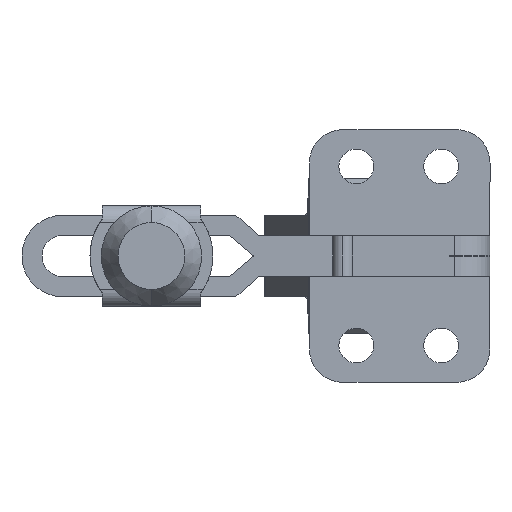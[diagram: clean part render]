
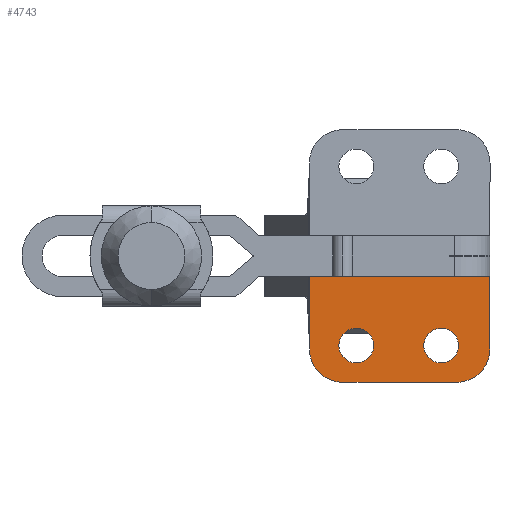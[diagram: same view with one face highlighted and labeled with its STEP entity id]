
A CAD part, front view. The second image highlights one B-rep face of the part: STEP entity #4743.
In plain terms, the highlighted planar face has unit normal (0, -1, 0).
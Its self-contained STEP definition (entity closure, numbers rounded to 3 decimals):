
#105 = CIRCLE ( 'NONE', #955, 2.6 ) ;
#174 = VERTEX_POINT ( 'NONE', #5360 ) ;
#241 = CARTESIAN_POINT ( 'NONE',  ( 0.01, 0., -6. ) ) ;
#278 = VERTEX_POINT ( 'NONE', #8945 ) ;
#783 = VECTOR ( 'NONE', #10357, 1000. ) ;
#904 = CARTESIAN_POINT ( 'NONE',  ( -7.29, 0., -16.4 ) ) ;
#923 = AXIS2_PLACEMENT_3D ( 'NONE', #904, #6886, #1764 ) ;
#955 = AXIS2_PLACEMENT_3D ( 'NONE', #7151, #2019, #7988 ) ;
#1001 = AXIS2_PLACEMENT_3D ( 'NONE', #4357, #10373, #5256 ) ;
#1112 = ORIENTED_EDGE ( 'NONE', *, *, #3198, .T. ) ;
#1300 = EDGE_LOOP ( 'NONE', ( #4278, #10211, #8607, #8193, #4197, #7699 ) ) ;
#1513 = CARTESIAN_POINT ( 'NONE',  ( 0.01, 0., -9. ) ) ;
#1516 = LINE ( 'NONE', #241, #10317 ) ;
#1764 = DIRECTION ( 'NONE',  ( -1., 0., 0. ) ) ;
#1847 = DIRECTION ( 'NONE',  ( 0., 0., 1. ) ) ;
#1860 = DIRECTION ( 'NONE',  ( 0., 1., 0. ) ) ;
#2019 = DIRECTION ( 'NONE',  ( 0., 1., 0. ) ) ;
#2037 = AXIS2_PLACEMENT_3D ( 'NONE', #6981, #1860, #7818 ) ;
#2097 = AXIS2_PLACEMENT_3D ( 'NONE', #7248, #2118, #8096 ) ;
#2118 = DIRECTION ( 'NONE',  ( 0., 1., 0. ) ) ;
#2356 = DIRECTION ( 'NONE',  ( -1., 0., 0. ) ) ;
#2565 = CARTESIAN_POINT ( 'NONE',  ( -26.99, 0., -16.9 ) ) ;
#2701 = VERTEX_POINT ( 'NONE', #2565 ) ;
#2766 = FACE_BOUND ( 'NONE', #11012, .T. ) ;
#2779 = LINE ( 'NONE', #3536, #783 ) ;
#2789 = CIRCLE ( 'NONE', #10109, 5. ) ;
#2953 = ORIENTED_EDGE ( 'NONE', *, *, #5351, .T. ) ;
#3069 = CARTESIAN_POINT ( 'NONE',  ( 0.01, 0., -6. ) ) ;
#3198 = EDGE_CURVE ( 'NONE', #278, #6994, #10929, .T. ) ;
#3330 = EDGE_CURVE ( 'NONE', #8786, #2701, #2789, .T. ) ;
#3536 = CARTESIAN_POINT ( 'NONE',  ( 0.01, 0., -9. ) ) ;
#3612 = EDGE_CURVE ( 'NONE', #7612, #5005, #10267, .T. ) ;
#3680 = LINE ( 'NONE', #9269, #3954 ) ;
#3705 = LINE ( 'NONE', #8636, #7749 ) ;
#3954 = VECTOR ( 'NONE', #4089, 1000. ) ;
#4042 = EDGE_CURVE ( 'NONE', #5005, #8786, #3680, .T. ) ;
#4089 = DIRECTION ( 'NONE',  ( -1., 0., 0. ) ) ;
#4197 = ORIENTED_EDGE ( 'NONE', *, *, #3612, .F. ) ;
#4237 = CARTESIAN_POINT ( 'NONE',  ( 0.01, 0., -16.9 ) ) ;
#4278 = ORIENTED_EDGE ( 'NONE', *, *, #6619, .F. ) ;
#4329 = EDGE_CURVE ( 'NONE', #7612, #10699, #2779, .T. ) ;
#4357 = CARTESIAN_POINT ( 'NONE',  ( -19.99, 0., -16.4 ) ) ;
#4610 = CARTESIAN_POINT ( 'NONE',  ( -4.99, 0., -21.9 ) ) ;
#4743 = ADVANCED_FACE ( 'NONE', ( #2766, #9347, #5047 ), #9178, .F. ) ;
#4923 = CARTESIAN_POINT ( 'NONE',  ( -21.99, 0., -16.9 ) ) ;
#5005 = VERTEX_POINT ( 'NONE', #4610 ) ;
#5047 = FACE_OUTER_BOUND ( 'NONE', #1300, .T. ) ;
#5256 = DIRECTION ( 'NONE',  ( -1., 0., 0. ) ) ;
#5351 = EDGE_CURVE ( 'NONE', #9957, #174, #11017, .T. ) ;
#5360 = CARTESIAN_POINT ( 'NONE',  ( -4.69, 0., -16.4 ) ) ;
#5416 = CARTESIAN_POINT ( 'NONE',  ( -21.99, 0., -21.9 ) ) ;
#5787 = DIRECTION ( 'NONE',  ( -1., 0., 0. ) ) ;
#6232 = DIRECTION ( 'NONE',  ( 1., 0., 0. ) ) ;
#6457 = CARTESIAN_POINT ( 'NONE',  ( -26.99, 0., -6. ) ) ;
#6619 = EDGE_CURVE ( 'NONE', #9441, #10699, #1516, .T. ) ;
#6886 = DIRECTION ( 'NONE',  ( 0., 1., 0. ) ) ;
#6934 = CIRCLE ( 'NONE', #1001, 2.6 ) ;
#6981 = CARTESIAN_POINT ( 'NONE',  ( -4.99, 0., -16.9 ) ) ;
#6994 = VERTEX_POINT ( 'NONE', #8433 ) ;
#7140 = EDGE_LOOP ( 'NONE', ( #8829, #1112 ) ) ;
#7151 = CARTESIAN_POINT ( 'NONE',  ( -7.29, 0., -16.4 ) ) ;
#7248 = CARTESIAN_POINT ( 'NONE',  ( -19.99, 0., -16.4 ) ) ;
#7490 = DIRECTION ( 'NONE',  ( 0., 1., 0. ) ) ;
#7503 = AXIS2_PLACEMENT_3D ( 'NONE', #1513, #7490, #2356 ) ;
#7612 = VERTEX_POINT ( 'NONE', #4237 ) ;
#7691 = EDGE_CURVE ( 'NONE', #2701, #9441, #3705, .T. ) ;
#7699 = ORIENTED_EDGE ( 'NONE', *, *, #4329, .T. ) ;
#7749 = VECTOR ( 'NONE', #1847, 1000. ) ;
#7818 = DIRECTION ( 'NONE',  ( -1., 0., 0. ) ) ;
#7988 = DIRECTION ( 'NONE',  ( -1., 0., 0. ) ) ;
#8096 = DIRECTION ( 'NONE',  ( -1., 0., 0. ) ) ;
#8193 = ORIENTED_EDGE ( 'NONE', *, *, #4042, .F. ) ;
#8311 = CARTESIAN_POINT ( 'NONE',  ( -9.89, 0., -16.4 ) ) ;
#8433 = CARTESIAN_POINT ( 'NONE',  ( -17.39, 0., -16.4 ) ) ;
#8607 = ORIENTED_EDGE ( 'NONE', *, *, #3330, .F. ) ;
#8636 = CARTESIAN_POINT ( 'NONE',  ( -26.99, 0., -9. ) ) ;
#8786 = VERTEX_POINT ( 'NONE', #5416 ) ;
#8829 = ORIENTED_EDGE ( 'NONE', *, *, #9171, .T. ) ;
#8945 = CARTESIAN_POINT ( 'NONE',  ( -22.59, 0., -16.4 ) ) ;
#9171 = EDGE_CURVE ( 'NONE', #6994, #278, #6934, .T. ) ;
#9178 = PLANE ( 'NONE',  #7503 ) ;
#9269 = CARTESIAN_POINT ( 'NONE',  ( -4.99, 0., -21.9 ) ) ;
#9347 = FACE_BOUND ( 'NONE', #7140, .T. ) ;
#9441 = VERTEX_POINT ( 'NONE', #6457 ) ;
#9957 = VERTEX_POINT ( 'NONE', #8311 ) ;
#10109 = AXIS2_PLACEMENT_3D ( 'NONE', #4923, #10885, #5787 ) ;
#10211 = ORIENTED_EDGE ( 'NONE', *, *, #7691, .F. ) ;
#10267 = CIRCLE ( 'NONE', #2037, 5. ) ;
#10317 = VECTOR ( 'NONE', #6232, 1000. ) ;
#10357 = DIRECTION ( 'NONE',  ( 0., 0., 1. ) ) ;
#10373 = DIRECTION ( 'NONE',  ( 0., 1., 0. ) ) ;
#10637 = ORIENTED_EDGE ( 'NONE', *, *, #11036, .T. ) ;
#10699 = VERTEX_POINT ( 'NONE', #3069 ) ;
#10885 = DIRECTION ( 'NONE',  ( 0., 1., 0. ) ) ;
#10929 = CIRCLE ( 'NONE', #2097, 2.6 ) ;
#11012 = EDGE_LOOP ( 'NONE', ( #10637, #2953 ) ) ;
#11017 = CIRCLE ( 'NONE', #923, 2.6 ) ;
#11036 = EDGE_CURVE ( 'NONE', #174, #9957, #105, .T. ) ;
